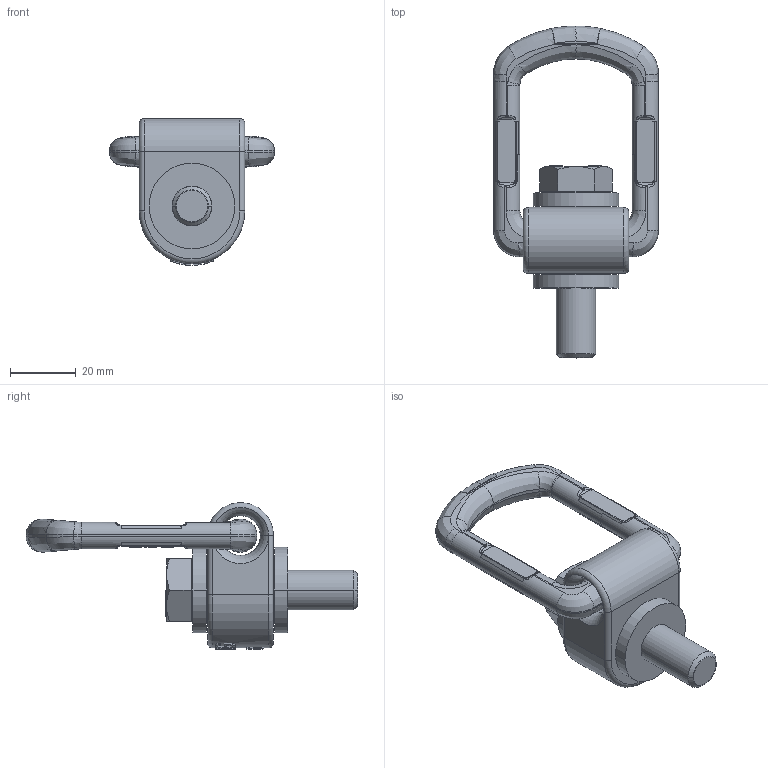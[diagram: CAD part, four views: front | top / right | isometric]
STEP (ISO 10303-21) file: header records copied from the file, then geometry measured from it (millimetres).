
FILE_DESCRIPTION((''),'2;1');
FILE_NAME('001-M31227-P-1_ASM','2004-05-27T',('Haas'),(''),'PRO/ENGINEER BY PARAMETRIC TECHNOLOGY CORPORATION, 2001400','PRO/ENGINEER BY PARAMETRIC TECHNOLOGY CORPORATION, 2001400','');
FILE_SCHEMA(('CONFIG_CONTROL_DESIGN'));
Length unit declared in the file: millimetre
Products named in the file (5): 001-M31227-RT1; 001-M31227-RT2; 001-M31227-BA1; 001-M31119-V01; 001-M31227-P-1_ASM
Assembly tree (4 placements, depth 2):
  001-M31227-P-1_ASM
    001-M31227-RT1
    001-M31227-RT2
    001-M31227-BA1
    001-M31119-V01
Bounding box: 50 x 100.6 x 44.5 mm (x, y, z)
Volume: 41124.3 mm3; surface area: 20071.6 mm2
Topology: 4 solids, 5 shells, 839 faces, 2177 edges, 1375 vertices
Faces by surface type: plane 533, bspline 140, cylinder 100, torus 48, cone 18
Entity records: 33006 total; most frequent: CARTESIAN_POINT 13658, ORIENTED_EDGE 4346, DIRECTION 3447, EDGE_CURVE 2175, VERTEX_POINT 1375, VECTOR 1367, LINE 1367, AXIS2_PLACEMENT_3D 1040
